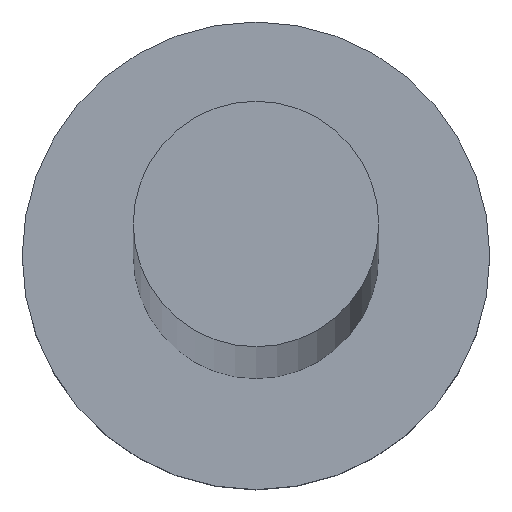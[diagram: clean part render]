
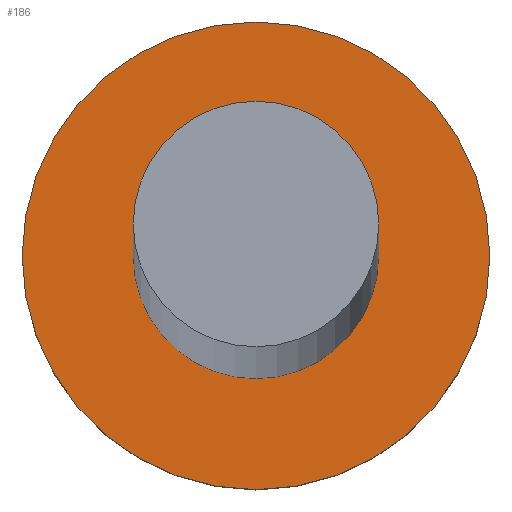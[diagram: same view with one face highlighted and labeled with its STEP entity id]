
A CAD part, top view. The second image highlights one B-rep face of the part: STEP entity #186.
In plain terms, the highlighted planar face has unit normal (0, 0, 1).
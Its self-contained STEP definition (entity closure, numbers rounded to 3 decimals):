
#1 = ORIENTED_EDGE ( 'NONE', *, *, #47, .T. ) ;
#15 = AXIS2_PLACEMENT_3D ( 'NONE', #102, #146, #43 ) ;
#17 = EDGE_CURVE ( 'NONE', #249, #107, #36, .T. ) ;
#25 = DIRECTION ( 'NONE',  ( 1., 0., 0. ) ) ;
#31 = AXIS2_PLACEMENT_3D ( 'NONE', #64, #68, #168 ) ;
#36 = CIRCLE ( 'NONE', #31, 4. ) ;
#43 = DIRECTION ( 'NONE',  ( 1., 0., 0. ) ) ;
#46 = CARTESIAN_POINT ( 'NONE',  ( 0., 0., 3. ) ) ;
#47 = EDGE_CURVE ( 'NONE', #107, #249, #206, .T. ) ;
#49 = CARTESIAN_POINT ( 'NONE',  ( -2.1, 0., 3. ) ) ;
#51 = DIRECTION ( 'NONE',  ( 0., 0., 1. ) ) ;
#64 = CARTESIAN_POINT ( 'NONE',  ( 0., 0., 3. ) ) ;
#68 = DIRECTION ( 'NONE',  ( 0., 0., 1. ) ) ;
#74 = FACE_BOUND ( 'NONE', #172, .T. ) ;
#83 = ORIENTED_EDGE ( 'NONE', *, *, #118, .F. ) ;
#93 = VERTEX_POINT ( 'NONE', #49 ) ;
#100 = VERTEX_POINT ( 'NONE', #211 ) ;
#102 = CARTESIAN_POINT ( 'NONE',  ( 0., 0., 3. ) ) ;
#103 = CIRCLE ( 'NONE', #135, 2.1 ) ;
#107 = VERTEX_POINT ( 'NONE', #113 ) ;
#113 = CARTESIAN_POINT ( 'NONE',  ( 4., 0., 3. ) ) ;
#118 = EDGE_CURVE ( 'NONE', #93, #100, #103, .T. ) ;
#134 = CARTESIAN_POINT ( 'NONE',  ( 0., 0., 3. ) ) ;
#135 = AXIS2_PLACEMENT_3D ( 'NONE', #46, #51, #25 ) ;
#138 = CARTESIAN_POINT ( 'NONE',  ( -4., 0., 3. ) ) ;
#141 = DIRECTION ( 'NONE',  ( 1., 0., 0. ) ) ;
#146 = DIRECTION ( 'NONE',  ( 0., 0., 1. ) ) ;
#148 = ORIENTED_EDGE ( 'NONE', *, *, #246, .F. ) ;
#152 = DIRECTION ( 'NONE',  ( 1., 0., 0. ) ) ;
#154 = DIRECTION ( 'NONE',  ( 0., 0., 1. ) ) ;
#158 = FACE_OUTER_BOUND ( 'NONE', #205, .T. ) ;
#168 = DIRECTION ( 'NONE',  ( 1., 0., 0. ) ) ;
#170 = CIRCLE ( 'NONE', #195, 2.1 ) ;
#172 = EDGE_LOOP ( 'NONE', ( #83, #148 ) ) ;
#175 = PLANE ( 'NONE',  #237 ) ;
#186 = ADVANCED_FACE ( 'NONE', ( #74, #158 ), #175, .T. ) ;
#195 = AXIS2_PLACEMENT_3D ( 'NONE', #219, #254, #141 ) ;
#205 = EDGE_LOOP ( 'NONE', ( #223, #1 ) ) ;
#206 = CIRCLE ( 'NONE', #15, 4. ) ;
#211 = CARTESIAN_POINT ( 'NONE',  ( 2.1, 0., 3. ) ) ;
#219 = CARTESIAN_POINT ( 'NONE',  ( 0., 0., 3. ) ) ;
#223 = ORIENTED_EDGE ( 'NONE', *, *, #17, .T. ) ;
#237 = AXIS2_PLACEMENT_3D ( 'NONE', #134, #154, #152 ) ;
#246 = EDGE_CURVE ( 'NONE', #100, #93, #170, .T. ) ;
#249 = VERTEX_POINT ( 'NONE', #138 ) ;
#254 = DIRECTION ( 'NONE',  ( 0., 0., 1. ) ) ;
